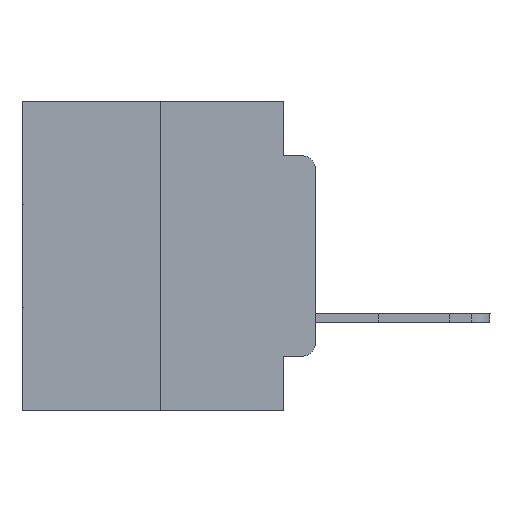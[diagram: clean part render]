
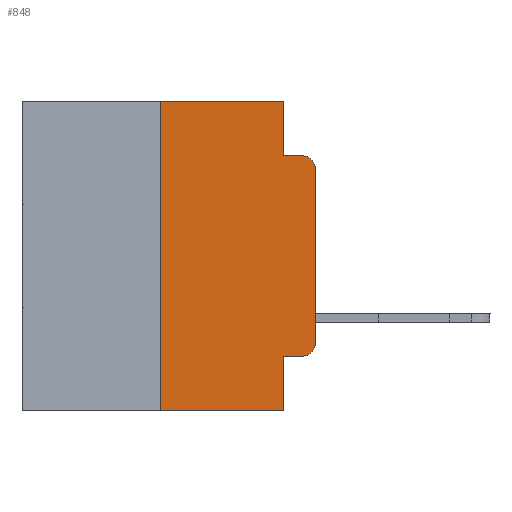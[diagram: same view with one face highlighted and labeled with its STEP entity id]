
A CAD part, left-side view. The second image highlights one B-rep face of the part: STEP entity #848.
In plain terms, the highlighted planar face has unit normal (-1, 0, 0).
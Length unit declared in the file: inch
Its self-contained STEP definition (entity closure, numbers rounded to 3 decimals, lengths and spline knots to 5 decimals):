
#107 = CARTESIAN_POINT ( 'NONE',  ( 0., 0.051, -0.0885 ) ) ;
#236 = CARTESIAN_POINT ( 'NONE',  ( 0., 0.473, 0. ) ) ;
#326 = CARTESIAN_POINT ( 'NONE',  ( 0., 0.051, 0. ) ) ;
#848 = ADVANCED_FACE ( 'NONE', ( #11071 ), #8414, .F. ) ;
#1673 = EDGE_CURVE ( 'NONE', #12064, #13275, #16946, .T. ) ;
#2434 = EDGE_CURVE ( 'NONE', #13275, #11135, #11775, .T. ) ;
#2493 = VECTOR ( 'NONE', #18626, 39.37008 ) ;
#2533 = DIRECTION ( 'NONE',  ( 1., 0., 0. ) ) ;
#2654 = VECTOR ( 'NONE', #2967, 39.37008 ) ;
#2928 = ORIENTED_EDGE ( 'NONE', *, *, #12635, .T. ) ;
#2967 = DIRECTION ( 'NONE',  ( 0., -1., 0. ) ) ;
#3306 = CARTESIAN_POINT ( 'NONE',  ( 0., 0.051, -0.4115 ) ) ;
#3457 = DIRECTION ( 'NONE',  ( 0., 0., -1. ) ) ;
#3531 = AXIS2_PLACEMENT_3D ( 'NONE', #5829, #13962, #3457 ) ;
#3942 = VERTEX_POINT ( 'NONE', #11806 ) ;
#4055 = DIRECTION ( 'NONE',  ( 0., 0., -1. ) ) ;
#4760 = ORIENTED_EDGE ( 'NONE', *, *, #15372, .T. ) ;
#5829 = CARTESIAN_POINT ( 'NONE',  ( 0., 0.02, -0.3915 ) ) ;
#5876 = CARTESIAN_POINT ( 'NONE',  ( 0., 0.02, -0.1085 ) ) ;
#6081 = CARTESIAN_POINT ( 'NONE',  ( 0., 0.051, 0. ) ) ;
#6103 = VERTEX_POINT ( 'NONE', #3306 ) ;
#6641 = VECTOR ( 'NONE', #15154, 39.37008 ) ;
#6778 = CARTESIAN_POINT ( 'NONE',  ( 0., 0.051, -0.4115 ) ) ;
#7124 = EDGE_CURVE ( 'NONE', #17536, #3942, #20957, .T. ) ;
#8414 = PLANE ( 'NONE',  #23188 ) ;
#9100 = DIRECTION ( 'NONE',  ( 0., -1., 0. ) ) ;
#10411 = ORIENTED_EDGE ( 'NONE', *, *, #11760, .T. ) ;
#10426 = ORIENTED_EDGE ( 'NONE', *, *, #12275, .F. ) ;
#11071 = FACE_OUTER_BOUND ( 'NONE', #23005, .T. ) ;
#11135 = VERTEX_POINT ( 'NONE', #25643 ) ;
#11272 = AXIS2_PLACEMENT_3D ( 'NONE', #5876, #14553, #4055 ) ;
#11368 = EDGE_CURVE ( 'NONE', #6103, #22439, #17392, .T. ) ;
#11760 = EDGE_CURVE ( 'NONE', #11762, #22439, #16803, .T. ) ;
#11762 = VERTEX_POINT ( 'NONE', #17495 ) ;
#11775 = LINE ( 'NONE', #24054, #22659 ) ;
#11806 = CARTESIAN_POINT ( 'NONE',  ( 0., 0.02, -0.0885 ) ) ;
#12064 = VERTEX_POINT ( 'NONE', #22903 ) ;
#12099 = CARTESIAN_POINT ( 'NONE',  ( 0., 0.25, 0. ) ) ;
#12275 = EDGE_CURVE ( 'NONE', #19616, #14746, #12858, .T. ) ;
#12635 = EDGE_CURVE ( 'NONE', #6103, #12064, #21990, .T. ) ;
#12858 = LINE ( 'NONE', #236, #13820 ) ;
#13275 = VERTEX_POINT ( 'NONE', #15958 ) ;
#13335 = CARTESIAN_POINT ( 'NONE',  ( 0., 0.051, -0.5 ) ) ;
#13820 = VECTOR ( 'NONE', #21356, 39.37008 ) ;
#13962 = DIRECTION ( 'NONE',  ( -1., 0., 0. ) ) ;
#14451 = CARTESIAN_POINT ( 'NONE',  ( 0., 0.25, 0. ) ) ;
#14553 = DIRECTION ( 'NONE',  ( -1., 0., 0. ) ) ;
#14615 = EDGE_CURVE ( 'NONE', #14746, #17536, #20893, .T. ) ;
#14650 = ORIENTED_EDGE ( 'NONE', *, *, #11368, .F. ) ;
#14746 = VERTEX_POINT ( 'NONE', #326 ) ;
#15154 = DIRECTION ( 'NONE',  ( 0., 0., -1. ) ) ;
#15372 = EDGE_CURVE ( 'NONE', #11135, #3942, #21071, .T. ) ;
#15958 = CARTESIAN_POINT ( 'NONE',  ( 0., 0., -0.3915 ) ) ;
#16449 = VECTOR ( 'NONE', #9100, 39.37008 ) ;
#16527 = ORIENTED_EDGE ( 'NONE', *, *, #7124, .F. ) ;
#16593 = VECTOR ( 'NONE', #27579, 39.37008 ) ;
#16803 = LINE ( 'NONE', #25303, #16449 ) ;
#16946 = CIRCLE ( 'NONE', #3531, 0.02 ) ;
#17392 = LINE ( 'NONE', #24069, #6641 ) ;
#17495 = CARTESIAN_POINT ( 'NONE',  ( 0., 0.25, -0.5 ) ) ;
#17507 = DIRECTION ( 'NONE',  ( 0., 0., -1. ) ) ;
#17536 = VERTEX_POINT ( 'NONE', #27478 ) ;
#17580 = ORIENTED_EDGE ( 'NONE', *, *, #1673, .T. ) ;
#17840 = EDGE_CURVE ( 'NONE', #11762, #19616, #22535, .T. ) ;
#18626 = DIRECTION ( 'NONE',  ( 0., 0., 1. ) ) ;
#18711 = VECTOR ( 'NONE', #23734, 39.37008 ) ;
#19616 = VERTEX_POINT ( 'NONE', #12099 ) ;
#20002 = DIRECTION ( 'NONE',  ( 0., 0., 1. ) ) ;
#20840 = ORIENTED_EDGE ( 'NONE', *, *, #2434, .T. ) ;
#20893 = LINE ( 'NONE', #6081, #16593 ) ;
#20957 = LINE ( 'NONE', #107, #18711 ) ;
#21071 = CIRCLE ( 'NONE', #11272, 0.02 ) ;
#21356 = DIRECTION ( 'NONE',  ( 0., -1., 0. ) ) ;
#21631 = ORIENTED_EDGE ( 'NONE', *, *, #14615, .F. ) ;
#21990 = LINE ( 'NONE', #6778, #2654 ) ;
#22439 = VERTEX_POINT ( 'NONE', #13335 ) ;
#22535 = LINE ( 'NONE', #14451, #2493 ) ;
#22659 = VECTOR ( 'NONE', #20002, 39.37008 ) ;
#22903 = CARTESIAN_POINT ( 'NONE',  ( 0., 0.02, -0.4115 ) ) ;
#23005 = EDGE_LOOP ( 'NONE', ( #20840, #4760, #16527, #21631, #10426, #26209, #10411, #14650, #2928, #17580 ) ) ;
#23188 = AXIS2_PLACEMENT_3D ( 'NONE', #23495, #2533, #17507 ) ;
#23495 = CARTESIAN_POINT ( 'NONE',  ( 0., 0.473, 0. ) ) ;
#23734 = DIRECTION ( 'NONE',  ( 0., -1., 0. ) ) ;
#24054 = CARTESIAN_POINT ( 'NONE',  ( 0., 0., 0. ) ) ;
#24069 = CARTESIAN_POINT ( 'NONE',  ( 0., 0.051, 0. ) ) ;
#25303 = CARTESIAN_POINT ( 'NONE',  ( 0., 0.473, -0.5 ) ) ;
#25643 = CARTESIAN_POINT ( 'NONE',  ( 0., 0., -0.1085 ) ) ;
#26209 = ORIENTED_EDGE ( 'NONE', *, *, #17840, .F. ) ;
#27478 = CARTESIAN_POINT ( 'NONE',  ( 0., 0.051, -0.0885 ) ) ;
#27579 = DIRECTION ( 'NONE',  ( 0., 0., -1. ) ) ;
